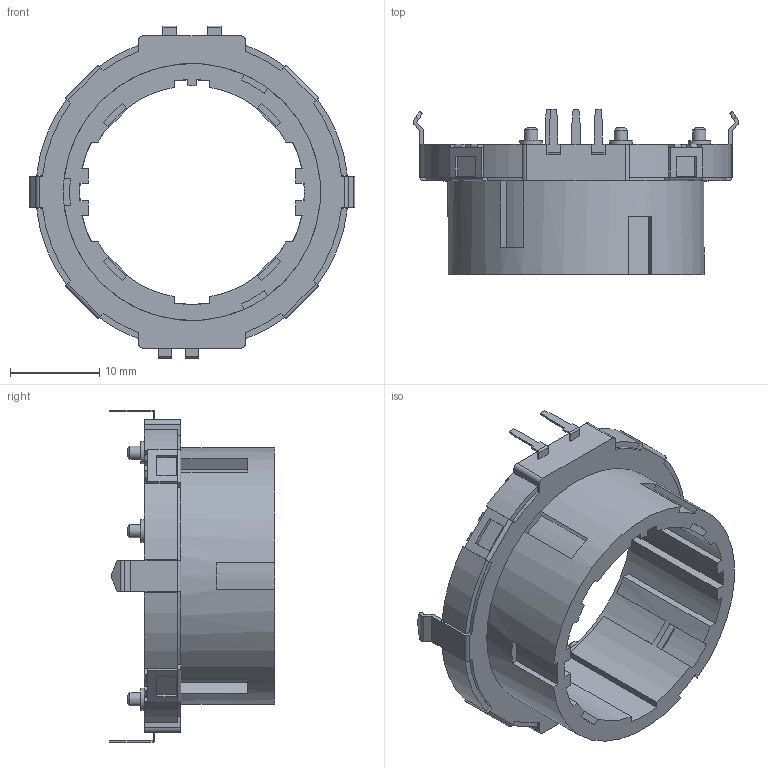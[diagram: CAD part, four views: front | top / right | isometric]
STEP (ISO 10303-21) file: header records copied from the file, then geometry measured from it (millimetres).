
FILE_DESCRIPTION(/* description */ (''),/* implementation_level */ '2;1');
FILE_NAME(/* name */ 'PER35.step',/* time_stamp */ '2023-02-06T01:49:02+01:00',/* author */ (''),/* organization */ (''),/* preprocessor_version */ 'ST-DEVELOPER v19.2',/* originating_system */ 'Autodesk Translation Framework v11.17.0.187',/* authorisation */ '');
FILE_SCHEMA (('AUTOMOTIVE_DESIGN { 1 0 10303 214 3 1 1 }'));
Length unit declared in the file: millimetre
Products named in the file (1): PER35
Bounding box: 36.5 x 18.5 x 37.2 mm (x, y, z)
Volume: 3781.6 mm3; surface area: 4300.3 mm2
Topology: 5 solids, 5 shells, 402 faces, 1149 edges, 736 vertices
Faces by surface type: plane 319, cylinder 80, cone 3
Full cylindrical faces by diameter (mm): 1.5 x3, 2.5 x3, 25.2 x1, 28.8 x1
Entity records: 13046 total; most frequent: ORIENTED_EDGE 2298, CARTESIAN_POINT 2288, DIRECTION 2175, EDGE_CURVE 1149, LINE 929, VECTOR 929, VERTEX_POINT 736, AXIS2_PLACEMENT_3D 623
